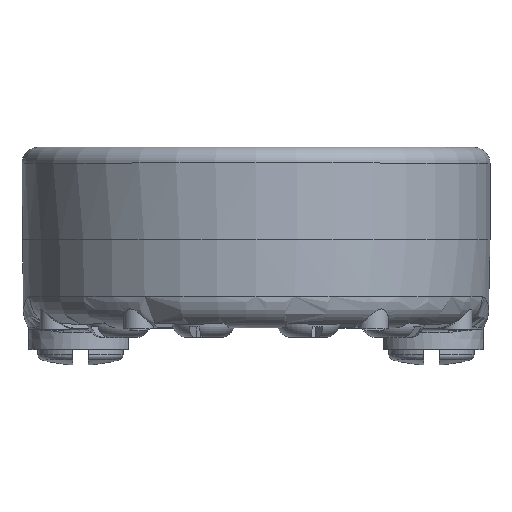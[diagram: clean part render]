
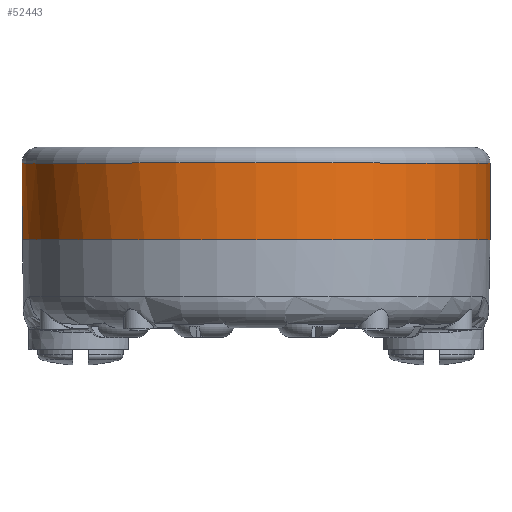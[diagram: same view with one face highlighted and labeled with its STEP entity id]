
A CAD part, top view. The second image highlights one B-rep face of the part: STEP entity #52443.
In plain terms, the highlighted cylindrical face has radius 22 mm (diameter 44 mm), a full revolution.
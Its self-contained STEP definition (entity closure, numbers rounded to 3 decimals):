
#1565=CIRCLE('',#75876,22.);
#1686=CIRCLE('',#76198,22.);
#2868=CYLINDRICAL_SURFACE('',#76197,22.);
#8316=ORIENTED_EDGE('',*,*,#21105,.T.);
#8317=ORIENTED_EDGE('',*,*,#21663,.T.);
#21105=EDGE_CURVE('',#28196,#28196,#1565,.F.);
#21663=EDGE_CURVE('',#28667,#28667,#1686,.T.);
#28196=VERTEX_POINT('',#99650);
#28667=VERTEX_POINT('',#102836);
#43675=EDGE_LOOP('',(#8316));
#43676=EDGE_LOOP('',(#8317));
#47123=FACE_BOUND('',#43675,.T.);
#47124=FACE_BOUND('',#43676,.T.);
#52443=ADVANCED_FACE('',(#47123,#47124),#2868,.T.);
#75876=AXIS2_PLACEMENT_3D('',#99649,#83161,#83162);
#76197=AXIS2_PLACEMENT_3D('',#102834,#84005,#84006);
#76198=AXIS2_PLACEMENT_3D('',#102835,#84007,#84008);
#83161=DIRECTION('',(0.,1.,0.));
#83162=DIRECTION('',(0.,0.,1.));
#84005=DIRECTION('',(0.,1.,0.));
#84006=DIRECTION('',(0.,0.,1.));
#84007=DIRECTION('',(0.,1.,0.));
#84008=DIRECTION('',(1.,0.,0.));
#99649=CARTESIAN_POINT('',(0.,8.6,0.));
#99650=CARTESIAN_POINT('',(0.,8.6,22.));
#102834=CARTESIAN_POINT('',(0.,1.4,0.));
#102835=CARTESIAN_POINT('',(0.,1.4,0.));
#102836=CARTESIAN_POINT('',(22.,1.4,0.));
